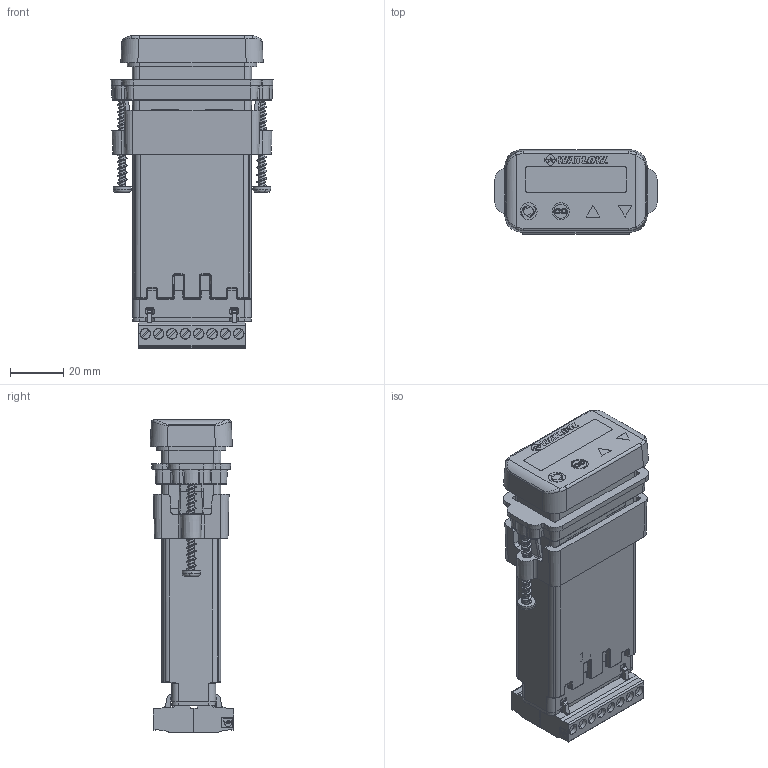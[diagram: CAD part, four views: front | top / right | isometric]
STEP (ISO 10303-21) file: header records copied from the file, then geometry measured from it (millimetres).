
FILE_DESCRIPTION (( 'STEP AP214' ), '1' );
FILE_NAME ('PM3 Legacy.STEP', '2021-12-02T17:39:37', ( 'Authorized User' ), ( 'Watlow' ), 'SwSTEP 2.0', 'SolidWorks 2020', '' );
FILE_SCHEMA (( 'AUTOMOTIVE_DESIGN' ));
Length unit declared in the file: inch
Products named in the file (1): PM3 Legacy
Bounding box: 60.71 x 31.45 x 117.11 mm (x, y, z)
Volume: 128642.4 mm3; surface area: 47553.1 mm2
Topology: 15 solids, 15 shells, 2527 faces, 6283 edges, 3895 vertices
Faces by surface type: plane 1231, cylinder 717, bspline 457, cone 122
Entity records: 151436 total; most frequent: CARTESIAN_POINT 62657, ORIENTED_EDGE 12508, DIRECTION 10574, EDGE_CURVE 6254, VERTEX_POINT 3894, LINE 3612, VECTOR 3612, AXIS2_PLACEMENT_3D 3481
